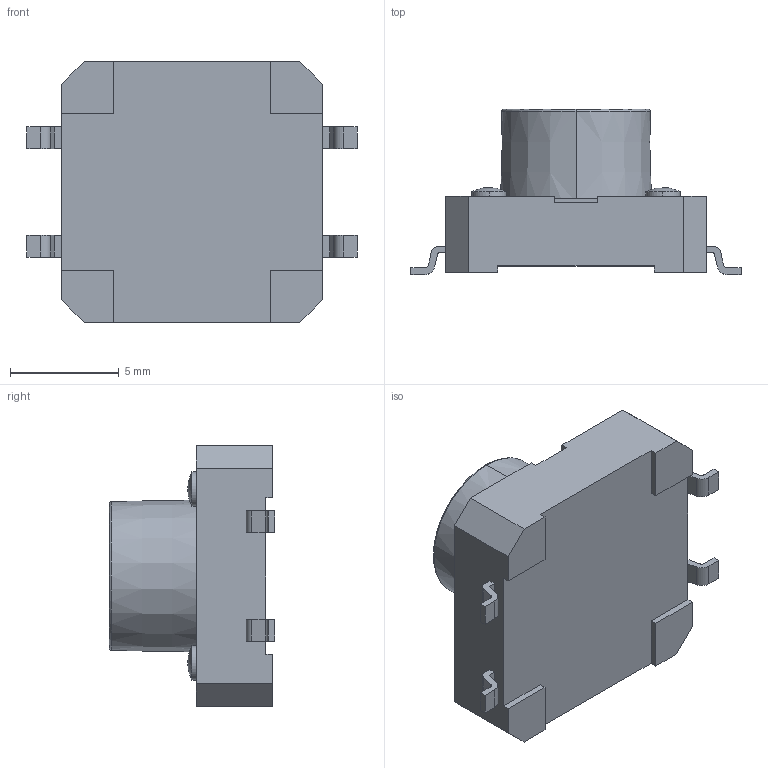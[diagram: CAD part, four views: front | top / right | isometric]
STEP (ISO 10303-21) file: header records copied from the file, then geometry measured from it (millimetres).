
FILE_DESCRIPTION (( 'STEP AP214' ), '1' );
FILE_NAME ('CUI_DEVICES_TS16-1212-75-BK-160-SMT-TR.step', '2024-04-17T15:12:40', ( '' ), ( '' ), 'SwSTEP 2.0', 'SolidWorks 2024', '' );
FILE_SCHEMA (( 'AUTOMOTIVE_DESIGN' ));
Length unit declared in the file: inch
Products named in the file (1): CUI_DEVICES_TS16-1212-75-BK-160-SMT-TR
Bounding box: 15.2 x 7.6 x 12 mm (x, y, z)
Volume: 596.8 mm3; surface area: 725.9 mm2
Topology: 6 solids, 6 shells, 145 faces, 384 edges, 254 vertices
Faces by surface type: plane 91, cylinder 38, cone 6, torus 6, sphere 4
Entity records: 4500 total; most frequent: DIRECTION 764, CARTESIAN_POINT 764, ORIENTED_EDGE 744, EDGE_CURVE 372, VECTOR 272, LINE 272, VERTEX_POINT 246, AXIS2_PLACEMENT_3D 246
